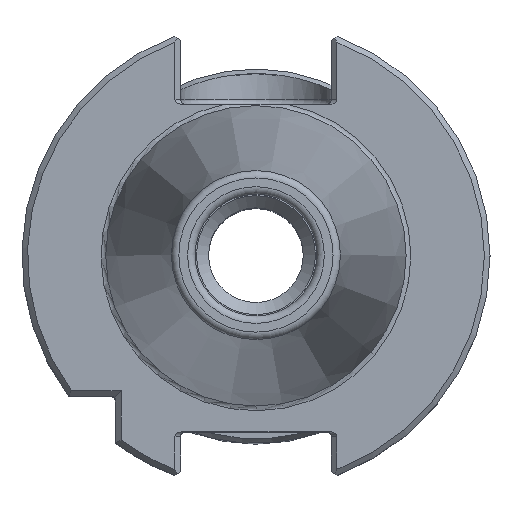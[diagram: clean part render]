
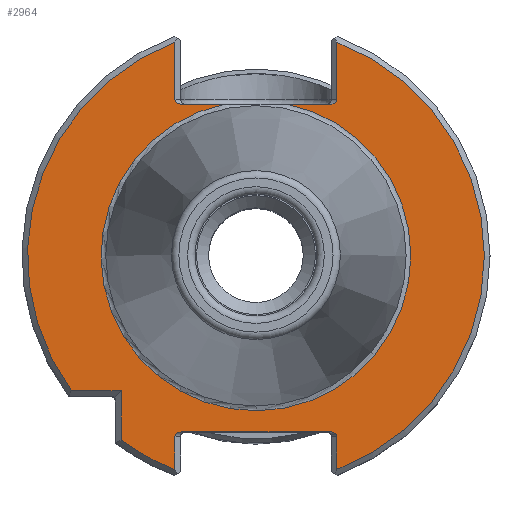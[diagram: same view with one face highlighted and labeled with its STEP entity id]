
A CAD part, top view. The second image highlights one B-rep face of the part: STEP entity #2964.
In plain terms, the highlighted planar face has unit normal (0, 0, 1).
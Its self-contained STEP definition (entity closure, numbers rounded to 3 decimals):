
#149=ELLIPSE('',#3142,0.707,0.5);
#150=ELLIPSE('',#3143,0.707,0.5);
#151=ELLIPSE('',#3145,0.707,0.5);
#152=ELLIPSE('',#3146,0.707,0.5);
#168=LINE('',#3943,#282);
#187=LINE('',#4031,#301);
#188=LINE('',#4039,#302);
#201=LINE('',#4240,#315);
#202=LINE('',#4245,#316);
#203=LINE('',#4249,#317);
#204=LINE('',#4254,#318);
#205=LINE('',#4258,#319);
#206=LINE('',#4260,#320);
#282=VECTOR('',#3341,1000.);
#301=VECTOR('',#3390,1000.);
#302=VECTOR('',#3391,1000.);
#315=VECTOR('',#3492,1000.);
#316=VECTOR('',#3497,1000.);
#317=VECTOR('',#3500,1000.);
#318=VECTOR('',#3505,1000.);
#319=VECTOR('',#3508,1000.);
#320=VECTOR('',#3509,1000.);
#395=PLANE('',#3140);
#563=ORIENTED_EDGE('',*,*,#1144,.T.);
#564=ORIENTED_EDGE('',*,*,#1145,.T.);
#565=ORIENTED_EDGE('',*,*,#1146,.T.);
#566=ORIENTED_EDGE('',*,*,#1051,.F.);
#567=ORIENTED_EDGE('',*,*,#1147,.T.);
#568=ORIENTED_EDGE('',*,*,#1148,.T.);
#569=ORIENTED_EDGE('',*,*,#1149,.T.);
#570=ORIENTED_EDGE('',*,*,#1150,.T.);
#571=ORIENTED_EDGE('',*,*,#1151,.T.);
#572=ORIENTED_EDGE('',*,*,#1087,.F.);
#573=ORIENTED_EDGE('',*,*,#1143,.F.);
#574=ORIENTED_EDGE('',*,*,#1085,.F.);
#575=ORIENTED_EDGE('',*,*,#1152,.T.);
#576=ORIENTED_EDGE('',*,*,#1153,.T.);
#577=ORIENTED_EDGE('',*,*,#1154,.T.);
#578=ORIENTED_EDGE('',*,*,#1155,.T.);
#579=ORIENTED_EDGE('',*,*,#1156,.T.);
#1051=EDGE_CURVE('',#1351,#1352,#168,.T.);
#1085=EDGE_CURVE('',#1384,#1385,#187,.T.);
#1087=EDGE_CURVE('',#1386,#1387,#188,.T.);
#1143=EDGE_CURVE('',#1385,#1386,#1582,.T.);
#1144=EDGE_CURVE('',#1430,#1431,#1583,.T.);
#1145=EDGE_CURVE('',#1431,#1432,#201,.T.);
#1146=EDGE_CURVE('',#1432,#1352,#149,.F.);
#1147=EDGE_CURVE('',#1351,#1433,#150,.F.);
#1148=EDGE_CURVE('',#1433,#1434,#202,.T.);
#1149=EDGE_CURVE('',#1434,#1435,#1584,.T.);
#1150=EDGE_CURVE('',#1435,#1436,#203,.T.);
#1151=EDGE_CURVE('',#1436,#1387,#151,.F.);
#1152=EDGE_CURVE('',#1384,#1437,#152,.F.);
#1153=EDGE_CURVE('',#1437,#1438,#204,.T.);
#1154=EDGE_CURVE('',#1438,#1439,#1585,.T.);
#1155=EDGE_CURVE('',#1439,#1440,#205,.T.);
#1156=EDGE_CURVE('',#1440,#1430,#206,.T.);
#1351=VERTEX_POINT('',#3942);
#1352=VERTEX_POINT('',#3944);
#1384=VERTEX_POINT('',#4030);
#1385=VERTEX_POINT('',#4032);
#1386=VERTEX_POINT('',#4038);
#1387=VERTEX_POINT('',#4040);
#1430=VERTEX_POINT('',#4238);
#1431=VERTEX_POINT('',#4239);
#1432=VERTEX_POINT('',#4241);
#1433=VERTEX_POINT('',#4244);
#1434=VERTEX_POINT('',#4246);
#1435=VERTEX_POINT('',#4248);
#1436=VERTEX_POINT('',#4250);
#1437=VERTEX_POINT('',#4253);
#1438=VERTEX_POINT('',#4255);
#1439=VERTEX_POINT('',#4257);
#1440=VERTEX_POINT('',#4259);
#1582=CIRCLE('',#3139,16.543);
#1583=CIRCLE('',#3141,24.4);
#1584=CIRCLE('',#3144,24.4);
#1585=CIRCLE('',#3147,24.4);
#1672=EDGE_LOOP('',(#563,#564,#565,#566,#567,#568,#569,#570,#571,#572,#573,
#574,#575,#576,#577,#578,#579));
#1842=FACE_BOUND('',#1672,.T.);
#2964=ADVANCED_FACE('',(#1842),#395,.T.);
#3139=AXIS2_PLACEMENT_3D('',#4235,#3486,#3487);
#3140=AXIS2_PLACEMENT_3D('',#4236,#3488,#3489);
#3141=AXIS2_PLACEMENT_3D('',#4237,#3490,#3491);
#3142=AXIS2_PLACEMENT_3D('',#4242,#3493,#3494);
#3143=AXIS2_PLACEMENT_3D('',#4243,#3495,#3496);
#3144=AXIS2_PLACEMENT_3D('',#4247,#3498,#3499);
#3145=AXIS2_PLACEMENT_3D('',#4251,#3501,#3502);
#3146=AXIS2_PLACEMENT_3D('',#4252,#3503,#3504);
#3147=AXIS2_PLACEMENT_3D('',#4256,#3506,#3507);
#3341=DIRECTION('',(-1.,0.,0.));
#3390=DIRECTION('',(1.,0.,0.));
#3391=DIRECTION('',(1.,0.,0.));
#3486=DIRECTION('',(0.,0.,1.));
#3487=DIRECTION('',(1.,0.,0.));
#3488=DIRECTION('',(0.,0.,1.));
#3489=DIRECTION('',(1.,0.,0.));
#3490=DIRECTION('',(0.,0.,1.));
#3491=DIRECTION('',(1.,0.,0.));
#3492=DIRECTION('',(0.,1.,0.));
#3493=DIRECTION('',(0.,0.,1.));
#3494=DIRECTION('',(1.,0.,0.));
#3495=DIRECTION('',(0.,0.,1.));
#3496=DIRECTION('',(1.,0.,0.));
#3497=DIRECTION('',(0.,-1.,0.));
#3498=DIRECTION('',(0.,0.,1.));
#3499=DIRECTION('',(1.,0.,0.));
#3500=DIRECTION('',(0.,-1.,0.));
#3501=DIRECTION('',(0.,0.,1.));
#3502=DIRECTION('',(-1.,0.,0.));
#3503=DIRECTION('',(0.,0.,1.));
#3504=DIRECTION('',(-1.,0.,0.));
#3505=DIRECTION('',(0.,1.,0.));
#3506=DIRECTION('',(0.,0.,1.));
#3507=DIRECTION('',(1.,0.,0.));
#3508=DIRECTION('',(1.,0.,0.));
#3509=DIRECTION('',(0.,-1.,0.));
#3942=CARTESIAN_POINT('',(7.943,-18.8,-3.2));
#3943=CARTESIAN_POINT('',(8.05,-18.8,-3.2));
#3944=CARTESIAN_POINT('',(-7.943,-18.8,-3.2));
#4030=CARTESIAN_POINT('',(-7.943,16.2,-3.2));
#4031=CARTESIAN_POINT('',(-8.05,16.2,-3.2));
#4032=CARTESIAN_POINT('',(-3.35,16.2,-3.2));
#4038=CARTESIAN_POINT('',(3.35,16.2,-3.2));
#4039=CARTESIAN_POINT('',(-8.05,16.2,-3.2));
#4040=CARTESIAN_POINT('',(7.943,16.2,-3.2));
#4235=CARTESIAN_POINT('',(0.,0.,-3.2));
#4236=CARTESIAN_POINT('',(16.543,0.,-3.2));
#4237=CARTESIAN_POINT('',(0.,0.,-3.2));
#4238=CARTESIAN_POINT('',(-14.4,-19.698,-3.2));
#4239=CARTESIAN_POINT('',(-8.65,-22.815,-3.2));
#4240=CARTESIAN_POINT('',(-8.65,-18.8,-3.2));
#4241=CARTESIAN_POINT('',(-8.65,-19.3,-3.2));
#4242=CARTESIAN_POINT('',(-7.943,-19.3,-3.2));
#4243=CARTESIAN_POINT('',(7.943,-19.3,-3.2));
#4244=CARTESIAN_POINT('',(8.65,-19.3,-3.2));
#4245=CARTESIAN_POINT('',(8.65,-23.827,-3.2));
#4246=CARTESIAN_POINT('',(8.65,-22.815,-3.2));
#4247=CARTESIAN_POINT('',(0.,0.,-3.2));
#4248=CARTESIAN_POINT('',(8.65,22.815,-3.2));
#4249=CARTESIAN_POINT('',(8.65,16.2,-3.2));
#4250=CARTESIAN_POINT('',(8.65,16.7,-3.2));
#4251=CARTESIAN_POINT('',(7.943,16.7,-3.2));
#4252=CARTESIAN_POINT('',(-7.943,16.7,-3.2));
#4253=CARTESIAN_POINT('',(-8.65,16.7,-3.2));
#4254=CARTESIAN_POINT('',(-8.65,23.827,-3.2));
#4255=CARTESIAN_POINT('',(-8.65,22.815,-3.2));
#4256=CARTESIAN_POINT('',(0.,0.,-3.2));
#4257=CARTESIAN_POINT('',(-19.698,-14.4,-3.2));
#4258=CARTESIAN_POINT('',(-15.,-14.4,-3.2));
#4259=CARTESIAN_POINT('',(-14.4,-14.4,-3.2));
#4260=CARTESIAN_POINT('',(-14.4,-20.187,-3.2));
